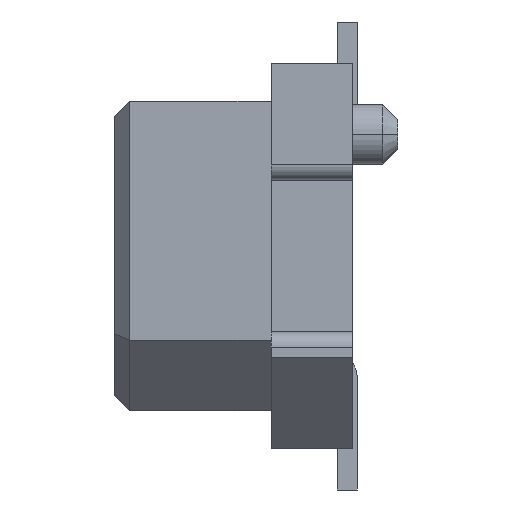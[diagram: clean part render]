
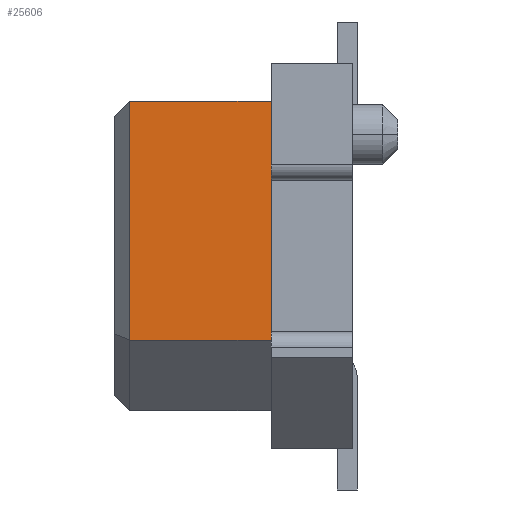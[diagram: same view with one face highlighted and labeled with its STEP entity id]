
A CAD part, left-side view. The second image highlights one B-rep face of the part: STEP entity #25606.
In plain terms, the highlighted planar face has unit normal (-1, 0, 0).
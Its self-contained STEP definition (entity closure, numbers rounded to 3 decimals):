
#1081=DIRECTION('',(0.,0.,1.));
#1082=VECTOR('',#1081,2.36);
#1083=CARTESIAN_POINT('',(-8.4,2.2,-0.83));
#1084=LINE('',#1083,#1082);
#1085=DIRECTION('',(0.,0.,-1.));
#1086=VECTOR('',#1085,2.36);
#1087=CARTESIAN_POINT('',(-8.4,0.8,1.53));
#1088=LINE('',#1087,#1086);
#1089=DIRECTION('',(0.,1.,0.));
#1090=VECTOR('',#1089,1.4);
#1091=CARTESIAN_POINT('',(-8.4,0.8,-0.83));
#1092=LINE('',#1091,#1090);
#1105=DIRECTION('',(0.,1.,0.));
#1106=VECTOR('',#1105,1.4);
#1107=CARTESIAN_POINT('',(-8.4,0.8,1.53));
#1108=LINE('',#1107,#1106);
#19448=CARTESIAN_POINT('',(-8.4,0.8,1.53));
#19450=VERTEX_POINT('',#19448);
#19457=CARTESIAN_POINT('',(-8.4,0.8,-0.83));
#19458=VERTEX_POINT('',#19457);
#20243=CARTESIAN_POINT('',(-8.4,2.2,1.53));
#20244=VERTEX_POINT('',#20243);
#20245=CARTESIAN_POINT('',(-8.4,2.2,-0.83));
#20246=VERTEX_POINT('',#20245);
#25594=CARTESIAN_POINT('',(-8.4,1.5,0.35));
#25595=DIRECTION('',(1.,0.,0.));
#25596=DIRECTION('',(0.,0.,-1.));
#25597=AXIS2_PLACEMENT_3D('',#25594,#25595,#25596);
#25598=PLANE('',#25597);
#25599=ORIENTED_EDGE('',*,*,#25477,.T.);
#25601=ORIENTED_EDGE('',*,*,#25600,.F.);
#25602=ORIENTED_EDGE('',*,*,#23496,.T.);
#25603=ORIENTED_EDGE('',*,*,#25586,.T.);
#25604=EDGE_LOOP('',(#25599,#25601,#25602,#25603));
#25605=FACE_OUTER_BOUND('',#25604,.F.);
#25606=ADVANCED_FACE('',(#25605),#25598,.F.);
#23496=EDGE_CURVE('',#19450,#19458,#1088,.T.);
#25477=EDGE_CURVE('',#20246,#20244,#1084,.T.);
#25586=EDGE_CURVE('',#19458,#20246,#1092,.T.);
#25600=EDGE_CURVE('',#19450,#20244,#1108,.T.);
